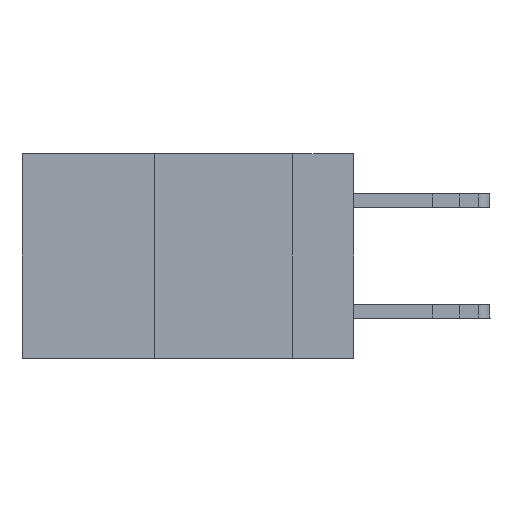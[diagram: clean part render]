
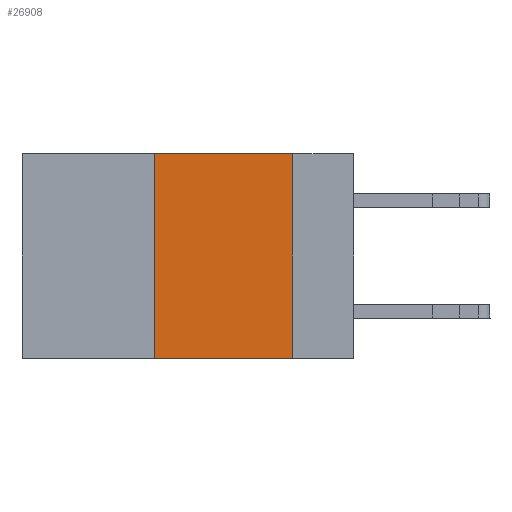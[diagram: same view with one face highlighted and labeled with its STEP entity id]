
A CAD part, left-side view. The second image highlights one B-rep face of the part: STEP entity #26908.
In plain terms, the highlighted planar face has unit normal (-1, 0, 0).
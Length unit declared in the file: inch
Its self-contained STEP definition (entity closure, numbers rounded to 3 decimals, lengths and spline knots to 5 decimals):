
#40 = AXIS2_PLACEMENT_3D ( 'NONE', #20777, #3034, #8252 ) ;
#44 = LINE ( 'NONE', #12236, #29083 ) ;
#596 = PLANE ( 'NONE',  #40 ) ;
#1366 = LINE ( 'NONE', #18000, #23556 ) ;
#1554 = EDGE_CURVE ( 'NONE', #2709, #2664, #7616, .T. ) ;
#2255 = ORIENTED_EDGE ( 'NONE', *, *, #1554, .F. ) ;
#2664 = VERTEX_POINT ( 'NONE', #25553 ) ;
#2709 = VERTEX_POINT ( 'NONE', #4055 ) ;
#3034 = DIRECTION ( 'NONE',  ( 1., 0., 0. ) ) ;
#3149 = CARTESIAN_POINT ( 'NONE',  ( 0., 0.11, 0. ) ) ;
#4055 = CARTESIAN_POINT ( 'NONE',  ( 0., 0.36, 0. ) ) ;
#5015 = CARTESIAN_POINT ( 'NONE',  ( 0., 0.6, 0. ) ) ;
#5602 = DIRECTION ( 'NONE',  ( 0., 0., -1. ) ) ;
#5909 = LINE ( 'NONE', #3149, #11167 ) ;
#5984 = ORIENTED_EDGE ( 'NONE', *, *, #6864, .F. ) ;
#6864 = EDGE_CURVE ( 'NONE', #22088, #2709, #1366, .T. ) ;
#7616 = LINE ( 'NONE', #5015, #17375 ) ;
#7932 = FACE_OUTER_BOUND ( 'NONE', #19740, .T. ) ;
#8252 = DIRECTION ( 'NONE',  ( 0., 0., -1. ) ) ;
#11167 = VECTOR ( 'NONE', #5602, 39.37008 ) ;
#12236 = CARTESIAN_POINT ( 'NONE',  ( 0., 0.6, -0.37 ) ) ;
#12563 = DIRECTION ( 'NONE',  ( 0., -1., 0. ) ) ;
#12642 = VERTEX_POINT ( 'NONE', #14197 ) ;
#13865 = EDGE_CURVE ( 'NONE', #2664, #12642, #5909, .T. ) ;
#14197 = CARTESIAN_POINT ( 'NONE',  ( 0., 0.11, -0.37 ) ) ;
#14975 = ORIENTED_EDGE ( 'NONE', *, *, #20892, .T. ) ;
#17375 = VECTOR ( 'NONE', #26678, 39.37008 ) ;
#18000 = CARTESIAN_POINT ( 'NONE',  ( 0., 0.36, 0. ) ) ;
#18157 = DIRECTION ( 'NONE',  ( 0., 0., 1. ) ) ;
#19740 = EDGE_LOOP ( 'NONE', ( #24576, #2255, #5984, #14975 ) ) ;
#20777 = CARTESIAN_POINT ( 'NONE',  ( 0., 0.6, 0. ) ) ;
#20892 = EDGE_CURVE ( 'NONE', #22088, #12642, #44, .T. ) ;
#22088 = VERTEX_POINT ( 'NONE', #28873 ) ;
#23556 = VECTOR ( 'NONE', #18157, 39.37008 ) ;
#24576 = ORIENTED_EDGE ( 'NONE', *, *, #13865, .F. ) ;
#25553 = CARTESIAN_POINT ( 'NONE',  ( 0., 0.11, 0. ) ) ;
#26678 = DIRECTION ( 'NONE',  ( 0., -1., 0. ) ) ;
#26908 = ADVANCED_FACE ( 'NONE', ( #7932 ), #596, .F. ) ;
#28873 = CARTESIAN_POINT ( 'NONE',  ( 0., 0.36, -0.37 ) ) ;
#29083 = VECTOR ( 'NONE', #12563, 39.37008 ) ;
